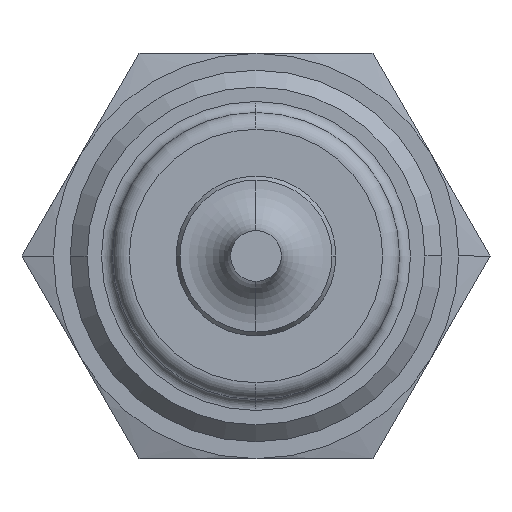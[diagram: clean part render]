
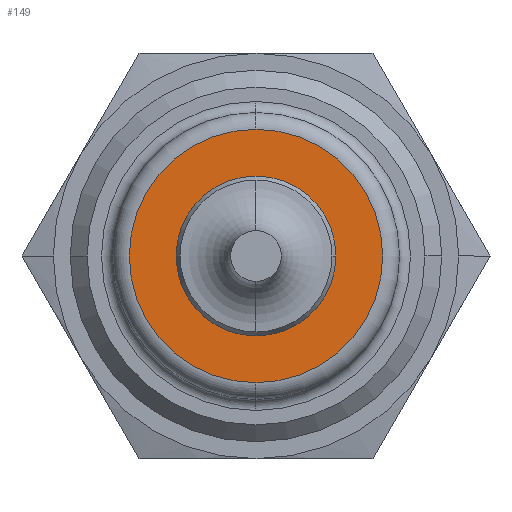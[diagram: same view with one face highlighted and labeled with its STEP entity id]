
A CAD part, left-side view. The second image highlights one B-rep face of the part: STEP entity #149.
In plain terms, the highlighted planar face has unit normal (-1, 0, 0).
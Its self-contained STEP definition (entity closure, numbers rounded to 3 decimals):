
#149 = ADVANCED_FACE( '', ( #309, #310 ), #311, .T. );
#309 = FACE_BOUND( '', #474, .T. );
#310 = FACE_OUTER_BOUND( '', #475, .T. );
#311 = PLANE( '', #476 );
#474 = EDGE_LOOP( '', ( #1046, #1047 ) );
#475 = EDGE_LOOP( '', ( #1048, #1049, #1050 ) );
#476 = AXIS2_PLACEMENT_3D( '', #1051, #1052, #1053 );
#1046 = ORIENTED_EDGE( '', *, *, #1095, .F. );
#1047 = ORIENTED_EDGE( '', *, *, #1261, .F. );
#1048 = ORIENTED_EDGE( '', *, *, #1102, .T. );
#1049 = ORIENTED_EDGE( '', *, *, #1260, .T. );
#1050 = ORIENTED_EDGE( '', *, *, #1103, .T. );
#1051 = CARTESIAN_POINT( '', ( 4., 6.115, 0. ) );
#1052 = DIRECTION( '', ( -1., 0., 0. ) );
#1053 = DIRECTION( '', ( 0., 1., 0. ) );
#1095 = EDGE_CURVE( '', #1284, #1287, #1288, .T. );
#1102 = EDGE_CURVE( '', #1300, #1298, #1301, .T. );
#1103 = EDGE_CURVE( '', #1292, #1300, #1302, .T. );
#1260 = EDGE_CURVE( '', #1298, #1292, #1552, .T. );
#1261 = EDGE_CURVE( '', #1287, #1284, #1553, .T. );
#1284 = VERTEX_POINT( '', #1578 );
#1287 = VERTEX_POINT( '', #1582 );
#1288 = CIRCLE( '', #1583, 4.731 );
#1292 = VERTEX_POINT( '', #1588 );
#1298 = VERTEX_POINT( '', #1594 );
#1300 = VERTEX_POINT( '', #1596 );
#1301 = CIRCLE( '', #1597, 7.5 );
#1302 = CIRCLE( '', #1598, 7.5 );
#1552 = CIRCLE( '', #2120, 7.5 );
#1553 = CIRCLE( '', #2121, 4.731 );
#1578 = CARTESIAN_POINT( '', ( 4., 4.731, 0. ) );
#1582 = CARTESIAN_POINT( '', ( 4., -4.731, 0. ) );
#1583 = AXIS2_PLACEMENT_3D( '', #2152, #2153, #2154 );
#1588 = CARTESIAN_POINT( '', ( 4., 0., 7.5 ) );
#1594 = CARTESIAN_POINT( '', ( 4., 0., -7.5 ) );
#1596 = CARTESIAN_POINT( '', ( 4., 7.5, 0. ) );
#1597 = AXIS2_PLACEMENT_3D( '', #2171, #2172, #2173 );
#1598 = AXIS2_PLACEMENT_3D( '', #2174, #2175, #2176 );
#2120 = AXIS2_PLACEMENT_3D( '', #2461, #2462, #2463 );
#2121 = AXIS2_PLACEMENT_3D( '', #2464, #2465, #2466 );
#2152 = CARTESIAN_POINT( '', ( 4., 0., 0. ) );
#2153 = DIRECTION( '', ( -1., 0., 0. ) );
#2154 = DIRECTION( '', ( 0., 1., 0. ) );
#2171 = CARTESIAN_POINT( '', ( 4., 0., 0. ) );
#2172 = DIRECTION( '', ( -1., 0., 0. ) );
#2173 = DIRECTION( '', ( 0., 1., 0. ) );
#2174 = CARTESIAN_POINT( '', ( 4., 0., 0. ) );
#2175 = DIRECTION( '', ( -1., 0., 0. ) );
#2176 = DIRECTION( '', ( 0., 1., 0. ) );
#2461 = CARTESIAN_POINT( '', ( 4., 0., 0. ) );
#2462 = DIRECTION( '', ( -1., 0., 0. ) );
#2463 = DIRECTION( '', ( 0., 1., 0. ) );
#2464 = CARTESIAN_POINT( '', ( 4., 0., 0. ) );
#2465 = DIRECTION( '', ( -1., 0., 0. ) );
#2466 = DIRECTION( '', ( 0., 1., 0. ) );
